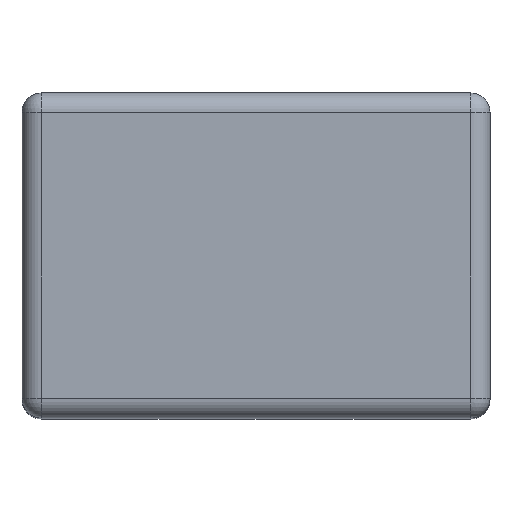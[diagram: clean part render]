
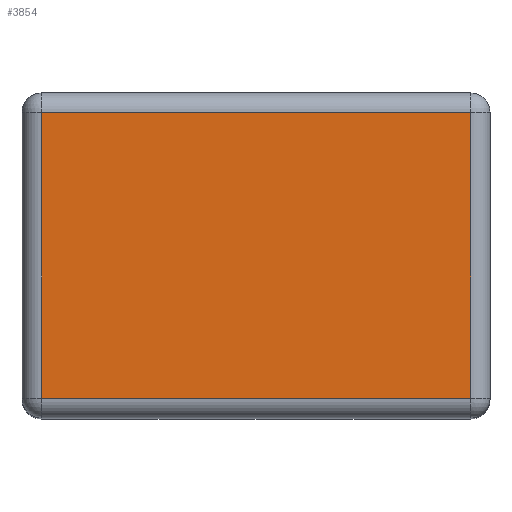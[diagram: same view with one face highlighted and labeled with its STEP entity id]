
A CAD part, top view. The second image highlights one B-rep face of the part: STEP entity #3854.
In plain terms, the highlighted planar face has unit normal (0, 0, 1).
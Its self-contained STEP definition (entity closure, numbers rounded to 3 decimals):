
#166 = VERTEX_POINT ( 'NONE', #4588 ) ;
#219 = VECTOR ( 'NONE', #2417, 1000. ) ;
#684 = PLANE ( 'NONE',  #4573 ) ;
#1339 = CARTESIAN_POINT ( 'NONE',  ( -3.3, 2.2, 9.8 ) ) ;
#1369 = VECTOR ( 'NONE', #2826, 1000. ) ;
#2417 = DIRECTION ( 'NONE',  ( -1., 0., 0. ) ) ;
#2473 = CARTESIAN_POINT ( 'NONE',  ( -3.3, -2.5, 9.8 ) ) ;
#2570 = LINE ( 'NONE', #7893, #219 ) ;
#2826 = DIRECTION ( 'NONE',  ( 1., 0., 0. ) ) ;
#2872 = EDGE_CURVE ( 'NONE', #166, #3813, #2570, .T. ) ;
#3075 = ORIENTED_EDGE ( 'NONE', *, *, #4818, .T. ) ;
#3208 = VERTEX_POINT ( 'NONE', #7112 ) ;
#3490 = VECTOR ( 'NONE', #9367, 1000. ) ;
#3648 = CARTESIAN_POINT ( 'NONE',  ( 3.6, -2.2, 9.8 ) ) ;
#3813 = VERTEX_POINT ( 'NONE', #1339 ) ;
#3854 = ADVANCED_FACE ( 'NONE', ( #9876 ), #684, .T. ) ;
#4253 = LINE ( 'NONE', #3648, #1369 ) ;
#4573 = AXIS2_PLACEMENT_3D ( 'NONE', #6072, #5304, #9118 ) ;
#4588 = CARTESIAN_POINT ( 'NONE',  ( 3.3, 2.2, 9.8 ) ) ;
#4818 = EDGE_CURVE ( 'NONE', #3813, #6208, #7986, .T. ) ;
#5304 = DIRECTION ( 'NONE',  ( 0., 0., 1. ) ) ;
#6072 = CARTESIAN_POINT ( 'NONE',  ( 0., 0., 9.8 ) ) ;
#6185 = CARTESIAN_POINT ( 'NONE',  ( -3.3, -2.2, 9.8 ) ) ;
#6208 = VERTEX_POINT ( 'NONE', #6185 ) ;
#6268 = CARTESIAN_POINT ( 'NONE',  ( 3.3, 2.5, 9.8 ) ) ;
#6408 = EDGE_LOOP ( 'NONE', ( #3075, #6919, #7501, #8268 ) ) ;
#6919 = ORIENTED_EDGE ( 'NONE', *, *, #6942, .T. ) ;
#6942 = EDGE_CURVE ( 'NONE', #6208, #3208, #4253, .T. ) ;
#7112 = CARTESIAN_POINT ( 'NONE',  ( 3.3, -2.2, 9.8 ) ) ;
#7501 = ORIENTED_EDGE ( 'NONE', *, *, #9944, .T. ) ;
#7752 = LINE ( 'NONE', #6268, #3490 ) ;
#7893 = CARTESIAN_POINT ( 'NONE',  ( -3.6, 2.2, 9.8 ) ) ;
#7986 = LINE ( 'NONE', #2473, #9570 ) ;
#8268 = ORIENTED_EDGE ( 'NONE', *, *, #2872, .T. ) ;
#9118 = DIRECTION ( 'NONE',  ( 1., 0., 0. ) ) ;
#9367 = DIRECTION ( 'NONE',  ( 0., 1., 0. ) ) ;
#9514 = DIRECTION ( 'NONE',  ( 0., -1., 0. ) ) ;
#9570 = VECTOR ( 'NONE', #9514, 1000. ) ;
#9876 = FACE_OUTER_BOUND ( 'NONE', #6408, .T. ) ;
#9944 = EDGE_CURVE ( 'NONE', #3208, #166, #7752, .T. ) ;
